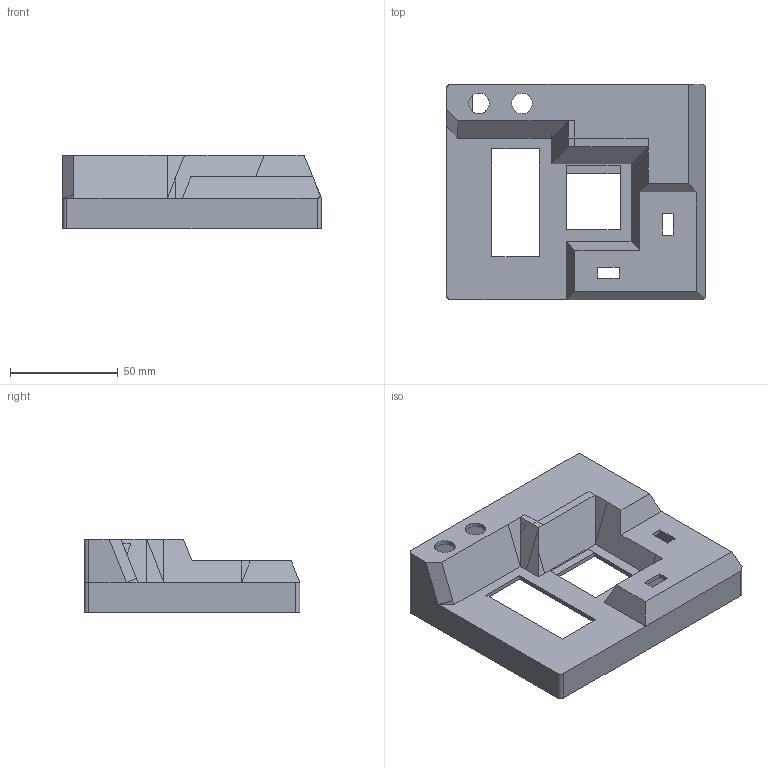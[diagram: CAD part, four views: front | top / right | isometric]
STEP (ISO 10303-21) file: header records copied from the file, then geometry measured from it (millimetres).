
FILE_DESCRIPTION(('FreeCAD Model'),'2;1');
FILE_NAME('Open CASCADE Shape Model','2022-11-29T13:52:02',(''),(''), 'Open CASCADE STEP processor 7.5','FreeCAD','Unknown');
FILE_SCHEMA(('AUTOMOTIVE_DESIGN { 1 0 10303 214 1 1 1 1 }'));
Length unit declared in the file: millimetre
Products named in the file (1): Enclosure Top
Bounding box: 120 x 100 x 34 mm (x, y, z)
Volume: 64768.7 mm3; surface area: 46882.9 mm2
Topology: 1 solids, 1 shells, 131 faces, 349 edges, 226 vertices
Faces by surface type: plane 118, cylinder 12, bspline 1
Full cylindrical faces by diameter (mm): 2.5 x4, 9.5 x2
Entity records: 8612 total; most frequent: CARTESIAN_POINT 1499, DIRECTION 1314, LINE 989, VECTOR 989, ORIENTED_EDGE 698, PCURVE 698, DEFINITIONAL_REPRESENTATION 698, EDGE_CURVE 349
